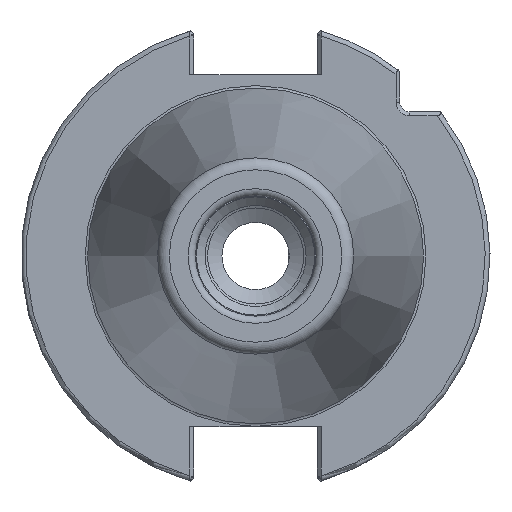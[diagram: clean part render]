
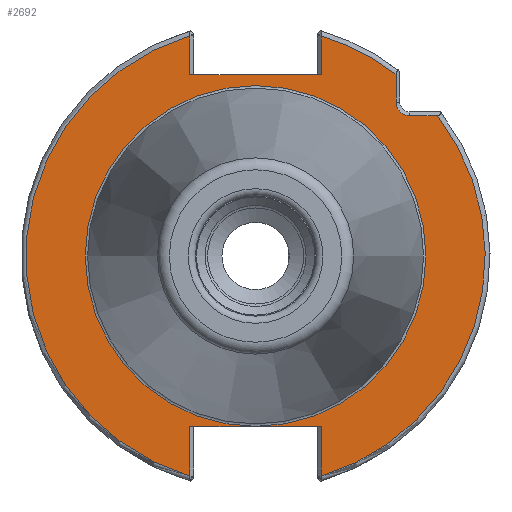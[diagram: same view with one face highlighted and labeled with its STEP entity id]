
A CAD part, left-side view. The second image highlights one B-rep face of the part: STEP entity #2692.
In plain terms, the highlighted planar face has unit normal (-1, 0, 0).
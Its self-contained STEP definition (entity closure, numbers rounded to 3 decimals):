
#111=FACE_BOUND('',#521,.T.);
#126=PLANE('',#2978);
#353=FACE_OUTER_BOUND('',#520,.T.);
#520=EDGE_LOOP('',(#2078,#2079,#2080,#2081,#2082,#2083,#2084,#2085,#2086,
#2087,#2088,#2089));
#521=EDGE_LOOP('',(#2090));
#661=LINE('',#4555,#822);
#683=LINE('',#4857,#844);
#685=LINE('',#4936,#846);
#686=LINE('',#4938,#847);
#687=LINE('',#4942,#848);
#688=LINE('',#4946,#849);
#689=LINE('',#4949,#850);
#690=LINE('',#4950,#851);
#822=VECTOR('',#3379,10.);
#844=VECTOR('',#3427,10.);
#846=VECTOR('',#3449,10.);
#847=VECTOR('',#3450,10.);
#848=VECTOR('',#3453,10.);
#849=VECTOR('',#3456,10.);
#850=VECTOR('',#3459,10.);
#851=VECTOR('',#3460,10.);
#1012=CIRCLE('',#2977,47.75);
#1013=CIRCLE('',#2979,47.75);
#1014=CIRCLE('',#2980,2.8);
#1015=CIRCLE('',#2981,47.75);
#1016=CIRCLE('',#2982,35.425);
#1168=VERTEX_POINT('',#4553);
#1169=VERTEX_POINT('',#4554);
#1197=VERTEX_POINT('',#4850);
#1200=VERTEX_POINT('',#4855);
#1207=VERTEX_POINT('',#4914);
#1209=VERTEX_POINT('',#4935);
#1210=VERTEX_POINT('',#4937);
#1211=VERTEX_POINT('',#4939);
#1212=VERTEX_POINT('',#4941);
#1213=VERTEX_POINT('',#4943);
#1214=VERTEX_POINT('',#4945);
#1215=VERTEX_POINT('',#4947);
#1216=VERTEX_POINT('',#4951);
#1476=EDGE_CURVE('',#1168,#1169,#661,.T.);
#1518=EDGE_CURVE('',#1200,#1197,#683,.T.);
#1530=EDGE_CURVE('',#1197,#1207,#1012,.T.);
#1533=EDGE_CURVE('',#1200,#1209,#685,.T.);
#1534=EDGE_CURVE('',#1210,#1209,#686,.T.);
#1535=EDGE_CURVE('',#1211,#1210,#1013,.T.);
#1536=EDGE_CURVE('',#1212,#1211,#687,.T.);
#1537=EDGE_CURVE('',#1213,#1212,#1014,.T.);
#1538=EDGE_CURVE('',#1214,#1213,#688,.T.);
#1539=EDGE_CURVE('',#1215,#1214,#1015,.T.);
#1540=EDGE_CURVE('',#1168,#1215,#689,.T.);
#1541=EDGE_CURVE('',#1207,#1169,#690,.T.);
#1542=EDGE_CURVE('',#1216,#1216,#1016,.T.);
#2078=ORIENTED_EDGE('',*,*,#1518,.F.);
#2079=ORIENTED_EDGE('',*,*,#1533,.T.);
#2080=ORIENTED_EDGE('',*,*,#1534,.F.);
#2081=ORIENTED_EDGE('',*,*,#1535,.F.);
#2082=ORIENTED_EDGE('',*,*,#1536,.F.);
#2083=ORIENTED_EDGE('',*,*,#1537,.F.);
#2084=ORIENTED_EDGE('',*,*,#1538,.F.);
#2085=ORIENTED_EDGE('',*,*,#1539,.F.);
#2086=ORIENTED_EDGE('',*,*,#1540,.F.);
#2087=ORIENTED_EDGE('',*,*,#1476,.T.);
#2088=ORIENTED_EDGE('',*,*,#1541,.F.);
#2089=ORIENTED_EDGE('',*,*,#1530,.F.);
#2090=ORIENTED_EDGE('',*,*,#1542,.T.);
#2692=ADVANCED_FACE('',(#353,#111),#126,.T.);
#2977=AXIS2_PLACEMENT_3D('',#4915,#3445,#3446);
#2978=AXIS2_PLACEMENT_3D('',#4934,#3447,#3448);
#2979=AXIS2_PLACEMENT_3D('',#4940,#3451,#3452);
#2980=AXIS2_PLACEMENT_3D('',#4944,#3454,#3455);
#2981=AXIS2_PLACEMENT_3D('',#4948,#3457,#3458);
#2982=AXIS2_PLACEMENT_3D('',#4952,#3461,#3462);
#3379=DIRECTION('',(0.,1.,0.));
#3427=DIRECTION('',(0.,0.,-1.));
#3445=DIRECTION('center_axis',(1.,0.,0.));
#3446=DIRECTION('ref_axis',(0.,0.,-1.));
#3447=DIRECTION('center_axis',(-1.,0.,0.));
#3448=DIRECTION('ref_axis',(0.,0.,1.));
#3449=DIRECTION('',(0.,-1.,0.));
#3450=DIRECTION('',(0.,0.,1.));
#3451=DIRECTION('center_axis',(1.,0.,0.));
#3452=DIRECTION('ref_axis',(0.,0.,-1.));
#3453=DIRECTION('',(0.,-1.,0.));
#3454=DIRECTION('center_axis',(-1.,0.,0.));
#3455=DIRECTION('ref_axis',(0.,1.,0.));
#3456=DIRECTION('',(0.,0.,-1.));
#3457=DIRECTION('center_axis',(1.,0.,0.));
#3458=DIRECTION('ref_axis',(0.,0.,-1.));
#3459=DIRECTION('',(0.,0.,1.));
#3460=DIRECTION('',(0.,0.,-1.));
#3461=DIRECTION('center_axis',(1.,0.,0.));
#3462=DIRECTION('ref_axis',(0.,0.,-1.));
#4553=CARTESIAN_POINT('',(3.2,-13.65,37.7));
#4554=CARTESIAN_POINT('',(3.2,13.65,37.7));
#4555=CARTESIAN_POINT('',(3.2,30.3,37.7));
#4850=CARTESIAN_POINT('',(3.2,13.65,-45.757));
#4855=CARTESIAN_POINT('',(3.2,13.65,-35.5));
#4857=CARTESIAN_POINT('',(3.2,13.65,-17.75));
#4914=CARTESIAN_POINT('',(3.2,13.65,45.757));
#4915=CARTESIAN_POINT('Origin',(3.2,0.,0.));
#4934=CARTESIAN_POINT('Origin',(3.2,47.75,0.));
#4935=CARTESIAN_POINT('',(3.2,-13.65,-35.5));
#4936=CARTESIAN_POINT('',(3.2,17.45,-35.5));
#4937=CARTESIAN_POINT('',(3.2,-13.65,-45.757));
#4938=CARTESIAN_POINT('',(3.2,-13.65,-27.75));
#4939=CARTESIAN_POINT('',(3.2,-37.781,29.2));
#4940=CARTESIAN_POINT('Origin',(3.2,0.,0.));
#4941=CARTESIAN_POINT('',(3.2,-32.,29.2));
#4942=CARTESIAN_POINT('',(3.2,7.875,29.2));
#4943=CARTESIAN_POINT('',(3.2,-29.2,32.));
#4944=CARTESIAN_POINT('Origin',(3.2,-32.,32.));
#4945=CARTESIAN_POINT('',(3.2,-29.2,37.781));
#4946=CARTESIAN_POINT('',(3.2,-29.2,20.));
#4947=CARTESIAN_POINT('',(3.2,-13.65,45.757));
#4948=CARTESIAN_POINT('Origin',(3.2,0.,0.));
#4949=CARTESIAN_POINT('',(3.2,-13.65,18.85));
#4950=CARTESIAN_POINT('',(3.2,13.65,28.85));
#4951=CARTESIAN_POINT('',(3.2,0.,35.425));
#4952=CARTESIAN_POINT('Origin',(3.2,0.,0.));
